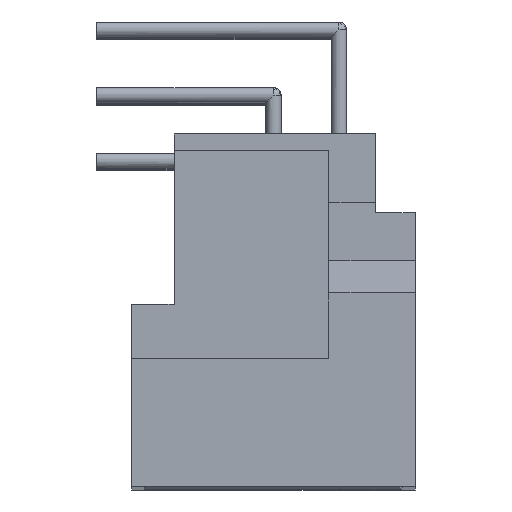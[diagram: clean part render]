
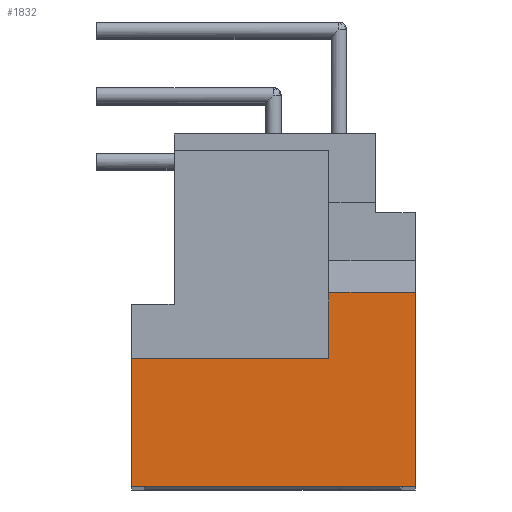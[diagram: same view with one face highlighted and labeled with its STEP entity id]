
A CAD part, top view. The second image highlights one B-rep face of the part: STEP entity #1832.
In plain terms, the highlighted planar face has unit normal (0, 0, 1).
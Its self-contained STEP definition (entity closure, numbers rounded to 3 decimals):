
#561=LINE('',#10797,#769);
#564=LINE('',#10804,#772);
#632=LINE('',#11094,#840);
#634=LINE('',#11098,#842);
#636=LINE('',#11102,#844);
#637=LINE('',#11104,#845);
#769=VECTOR('',#8521,1.);
#772=VECTOR('',#8526,1.);
#840=VECTOR('',#8730,1.);
#842=VECTOR('',#8734,1.);
#844=VECTOR('',#8738,1.);
#845=VECTOR('',#8739,1.);
#1152=PLANE('',#7056);
#1402=FACE_OUTER_BOUND('',#3283,.T.);
#1832=ADVANCED_FACE('',(#1402),#1152,.T.);
#3283=EDGE_LOOP('',(#4364,#4365,#4366,#4367,#4368,#4369));
#4364=ORIENTED_EDGE('',*,*,#5726,.T.);
#4365=ORIENTED_EDGE('',*,*,#5724,.F.);
#4366=ORIENTED_EDGE('',*,*,#5623,.F.);
#4367=ORIENTED_EDGE('',*,*,#5626,.F.);
#4368=ORIENTED_EDGE('',*,*,#5728,.T.);
#4369=ORIENTED_EDGE('',*,*,#5729,.T.);
#5055=VERTEX_POINT('',#10796);
#5056=VERTEX_POINT('',#10798);
#5058=VERTEX_POINT('',#10803);
#5129=VERTEX_POINT('',#11095);
#5130=VERTEX_POINT('',#11099);
#5131=VERTEX_POINT('',#11103);
#5623=EDGE_CURVE('',#5055,#5056,#561,.T.);
#5626=EDGE_CURVE('',#5058,#5055,#564,.T.);
#5724=EDGE_CURVE('',#5056,#5129,#632,.T.);
#5726=EDGE_CURVE('',#5130,#5129,#634,.T.);
#5728=EDGE_CURVE('',#5058,#5131,#636,.T.);
#5729=EDGE_CURVE('',#5131,#5130,#637,.T.);
#7056=AXIS2_PLACEMENT_3D('',#11105,#8740,#8741);
#8521=DIRECTION('',(-1.,0.,0.));
#8526=DIRECTION('',(0.,-1.,0.));
#8730=DIRECTION('',(0.,1.,0.));
#8734=DIRECTION('',(-1.,0.,0.));
#8738=DIRECTION('',(-1.,0.,0.));
#8739=DIRECTION('',(0.,-1.,0.));
#8740=DIRECTION('',(0.,0.,1.));
#8741=DIRECTION('',(1.,0.,0.));
#10796=CARTESIAN_POINT('',(5.5,0.,87.5));
#10797=CARTESIAN_POINT('',(5.5,0.,87.5));
#10798=CARTESIAN_POINT('',(-5.5,0.,87.5));
#10803=CARTESIAN_POINT('',(5.5,7.502,87.5));
#10804=CARTESIAN_POINT('',(5.5,7.502,87.5));
#11094=CARTESIAN_POINT('',(-5.5,0.,87.5));
#11095=CARTESIAN_POINT('',(-5.5,4.95,87.5));
#11098=CARTESIAN_POINT('',(2.15,4.95,87.5));
#11099=CARTESIAN_POINT('',(2.15,4.95,87.5));
#11102=CARTESIAN_POINT('',(5.5,7.502,87.5));
#11103=CARTESIAN_POINT('',(2.15,7.502,87.5));
#11104=CARTESIAN_POINT('',(2.15,7.502,87.5));
#11105=CARTESIAN_POINT('',(-6.05,-0.55,87.5));
